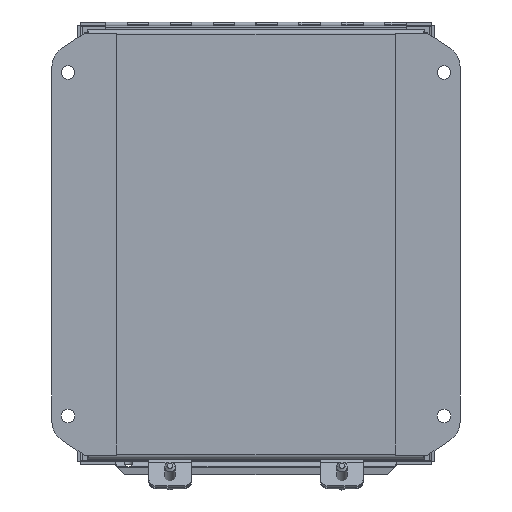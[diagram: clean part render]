
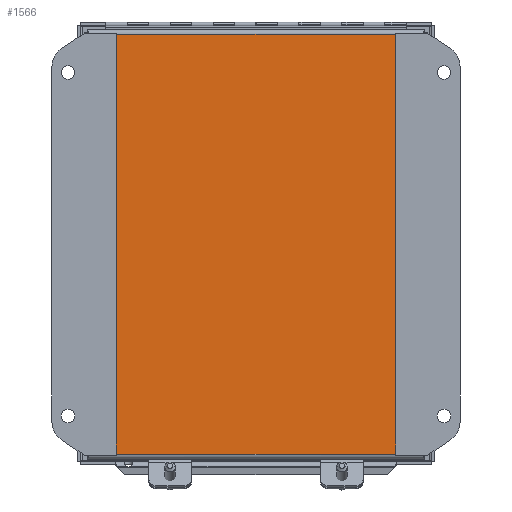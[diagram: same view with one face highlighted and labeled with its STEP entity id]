
A CAD part, left-side view. The second image highlights one B-rep face of the part: STEP entity #1566.
In plain terms, the highlighted face is planar.
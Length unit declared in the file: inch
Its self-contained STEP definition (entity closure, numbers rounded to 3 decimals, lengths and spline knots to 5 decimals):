
#527 = EDGE_LOOP ( 'NONE', ( #6586, #6711, #8902, #23189 ) ) ;
#1566 = ADVANCED_FACE ( 'NONE', ( #24418 ), #32651, .F. ) ;
#1820 = CARTESIAN_POINT ( 'NONE',  ( -5., 0., -4. ) ) ;
#2085 = LINE ( 'NONE', #34092, #24587 ) ;
#2806 = CARTESIAN_POINT ( 'NONE',  ( 4.892, 0., -3.892 ) ) ;
#3458 = DIRECTION ( 'NONE',  ( -1., 0., 0. ) ) ;
#3488 = LINE ( 'NONE', #9119, #16521 ) ;
#5231 = VERTEX_POINT ( 'NONE', #18866 ) ;
#5471 = VECTOR ( 'NONE', #3458, 39.37008 ) ;
#5569 = LINE ( 'NONE', #2806, #28108 ) ;
#6586 = ORIENTED_EDGE ( 'NONE', *, *, #14238, .F. ) ;
#6711 = ORIENTED_EDGE ( 'NONE', *, *, #6796, .F. ) ;
#6796 = EDGE_CURVE ( 'NONE', #20918, #18161, #3488, .T. ) ;
#8902 = ORIENTED_EDGE ( 'NONE', *, *, #31691, .F. ) ;
#9119 = CARTESIAN_POINT ( 'NONE',  ( -4.892, 0., -3.892 ) ) ;
#10081 = CARTESIAN_POINT ( 'NONE',  ( -4.892, 0., 3.892 ) ) ;
#11951 = CARTESIAN_POINT ( 'NONE',  ( -4.892, 0., 3.892 ) ) ;
#12370 = AXIS2_PLACEMENT_3D ( 'NONE', #1820, #27233, #36336 ) ;
#14238 = EDGE_CURVE ( 'NONE', #18161, #5231, #5569, .T. ) ;
#16520 = CARTESIAN_POINT ( 'NONE',  ( 4.892, 0., 3.892 ) ) ;
#16521 = VECTOR ( 'NONE', #21504, 39.37008 ) ;
#18161 = VERTEX_POINT ( 'NONE', #33310 ) ;
#18866 = CARTESIAN_POINT ( 'NONE',  ( 4.892, 0., -3.892 ) ) ;
#20918 = VERTEX_POINT ( 'NONE', #10081 ) ;
#21504 = DIRECTION ( 'NONE',  ( 0., 0., -1. ) ) ;
#23189 = ORIENTED_EDGE ( 'NONE', *, *, #28548, .F. ) ;
#24418 = FACE_OUTER_BOUND ( 'NONE', #527, .T. ) ;
#24587 = VECTOR ( 'NONE', #25061, 39.37008 ) ;
#25061 = DIRECTION ( 'NONE',  ( 0., 0., 1. ) ) ;
#26531 = VERTEX_POINT ( 'NONE', #16520 ) ;
#27233 = DIRECTION ( 'NONE',  ( 0., -1., 0. ) ) ;
#28108 = VECTOR ( 'NONE', #31135, 39.37008 ) ;
#28548 = EDGE_CURVE ( 'NONE', #5231, #26531, #2085, .T. ) ;
#31135 = DIRECTION ( 'NONE',  ( 1., 0., 0. ) ) ;
#31691 = EDGE_CURVE ( 'NONE', #26531, #20918, #36165, .T. ) ;
#32651 = PLANE ( 'NONE',  #12370 ) ;
#33310 = CARTESIAN_POINT ( 'NONE',  ( -4.892, 0., -3.892 ) ) ;
#34092 = CARTESIAN_POINT ( 'NONE',  ( 4.892, 0., 3.892 ) ) ;
#36165 = LINE ( 'NONE', #11951, #5471 ) ;
#36336 = DIRECTION ( 'NONE',  ( 0., 0., -1. ) ) ;
